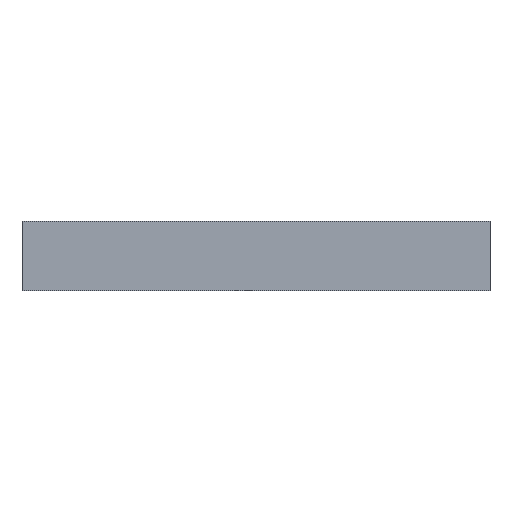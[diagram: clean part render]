
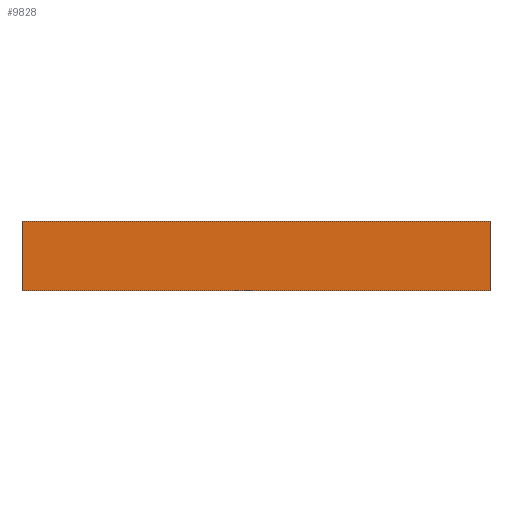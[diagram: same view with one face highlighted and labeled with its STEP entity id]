
A CAD part, front view. The second image highlights one B-rep face of the part: STEP entity #9828.
In plain terms, the highlighted planar face has unit normal (0, -1, 0).
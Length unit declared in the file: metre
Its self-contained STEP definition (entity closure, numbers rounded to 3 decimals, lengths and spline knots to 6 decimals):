
#1310=ORIENTED_EDGE('',*,*,#4441,.T.);
#1311=ORIENTED_EDGE('',*,*,#4442,.F.);
#1312=ORIENTED_EDGE('',*,*,#4443,.F.);
#1313=ORIENTED_EDGE('',*,*,#4439,.T.);
#4439=EDGE_CURVE('',#6005,#6004,#7049,.T.);
#4441=EDGE_CURVE('',#6004,#6006,#7051,.T.);
#4442=EDGE_CURVE('',#6007,#6006,#7052,.T.);
#4443=EDGE_CURVE('',#6005,#6007,#7053,.T.);
#6004=VERTEX_POINT('',#11904);
#6005=VERTEX_POINT('',#11906);
#6006=VERTEX_POINT('',#11910);
#6007=VERTEX_POINT('',#11912);
#7049=LINE('',#11905,#7783);
#7051=LINE('',#11909,#7785);
#7052=LINE('',#11911,#7786);
#7053=LINE('',#11913,#7787);
#7783=VECTOR('',#10825,1.);
#7785=VECTOR('',#10829,1.);
#7786=VECTOR('',#10830,1.);
#7787=VECTOR('',#10831,1.);
#8514=EDGE_LOOP('',(#1310,#1311,#1312,#1313));
#9096=FACE_BOUND('',#8514,.T.);
#9678=PLANE('',#10645);
#9828=ADVANCED_FACE('',(#9096),#9678,.F.);
#10645=AXIS2_PLACEMENT_3D('',#11908,#10827,#10828);
#10825=DIRECTION('',(0.,0.,-1.));
#10827=DIRECTION('',(0.,1.,0.));
#10828=DIRECTION('',(0.,0.,1.));
#10829=DIRECTION('',(1.,0.,0.));
#10830=DIRECTION('',(0.,0.,-1.));
#10831=DIRECTION('',(1.,0.,0.));
#11904=CARTESIAN_POINT('',(-0.100928,-0.02456,-0.015));
#11905=CARTESIAN_POINT('',(-0.100928,-0.02456,0.015));
#11906=CARTESIAN_POINT('',(-0.100928,-0.02456,0.015));
#11908=CARTESIAN_POINT('',(-0.00019,-0.02456,0.015));
#11909=CARTESIAN_POINT('',(-0.00019,-0.02456,-0.015));
#11910=CARTESIAN_POINT('',(0.100548,-0.02456,-0.015));
#11911=CARTESIAN_POINT('',(0.100548,-0.02456,0.015));
#11912=CARTESIAN_POINT('',(0.100548,-0.02456,0.015));
#11913=CARTESIAN_POINT('',(-0.00019,-0.02456,0.015));
